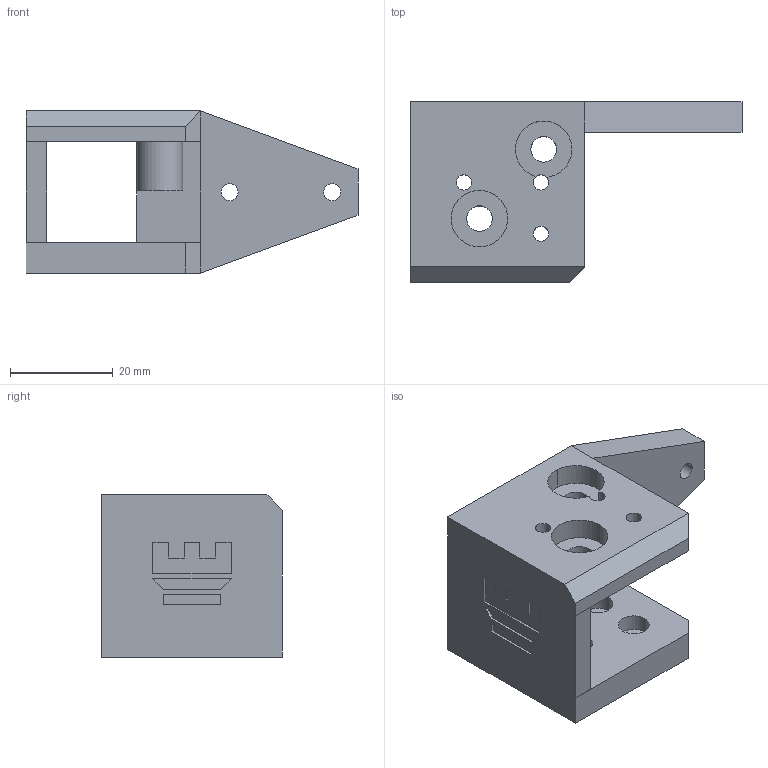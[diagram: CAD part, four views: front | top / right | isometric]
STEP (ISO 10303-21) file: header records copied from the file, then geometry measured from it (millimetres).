
FILE_DESCRIPTION (( 'STEP AP214' ), '1' );
FILE_NAME ('V1Y_Carriage_Left 1.0.STEP', '2022-11-15T20:33:32', ( '' ), ( '' ), 'SwSTEP 2.0', 'SolidWorks 2020', '' );
FILE_SCHEMA (( 'AUTOMOTIVE_DESIGN' ));
Length unit declared in the file: inch
Products named in the file (1): V1Y_Carriage_Left 1.0
Bounding box: 64.65 x 35.2 x 31.6 mm (x, y, z)
Volume: 20101.3 mm3; surface area: 10988.8 mm2
Topology: 1 solids, 1 shells, 88 faces, 234 edges, 154 vertices
Faces by surface type: plane 53, cylinder 35
Entity records: 2874 total; most frequent: DIRECTION 483, CARTESIAN_POINT 480, ORIENTED_EDGE 468, EDGE_CURVE 234, LINE 161, VECTOR 161, AXIS2_PLACEMENT_3D 161, VERTEX_POINT 154
